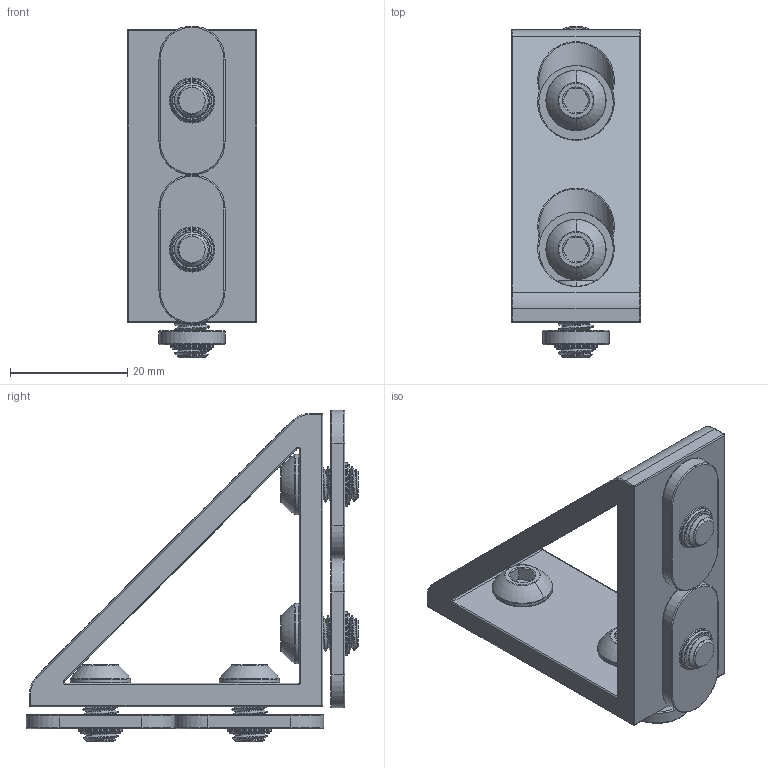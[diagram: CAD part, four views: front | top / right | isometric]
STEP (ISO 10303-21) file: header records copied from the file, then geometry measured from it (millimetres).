
FILE_DESCRIPTION (( 'STEP AP203' ), '1' );
FILE_NAME ('4844N105_T-Slotted Framing Structural Bracket.STEP', '2024-07-08T13:57:10', ( 'Administrator' ), ( 'Managed by Terraform' ), 'SwSTEP 2.0', 'SolidWorks 2017', '' );
FILE_SCHEMA (( 'CONFIG_CONTROL_DESIGN' ));
Length unit declared in the file: millimetre
Products named in the file (1): 4844N105_T-Slotted Framing Structural Bracket
Bounding box: 22 x 56.6 x 56.6 mm (x, y, z)
Volume: 15333.8 mm3; surface area: 12433.9 mm2
Topology: 9 solids, 9 shells, 496 faces, 1193 edges, 721 vertices
Faces by surface type: cylinder 263, torus 91, plane 74, cone 48, bspline 14, sphere 6
Entity records: 19396 total; most frequent: CARTESIAN_POINT 8737, ORIENTED_EDGE 2374, DIRECTION 2145, EDGE_CURVE 1187, AXIS2_PLACEMENT_3D 883, VERTEX_POINT 721, EDGE_LOOP 530, FACE_OUTER_BOUND 496
